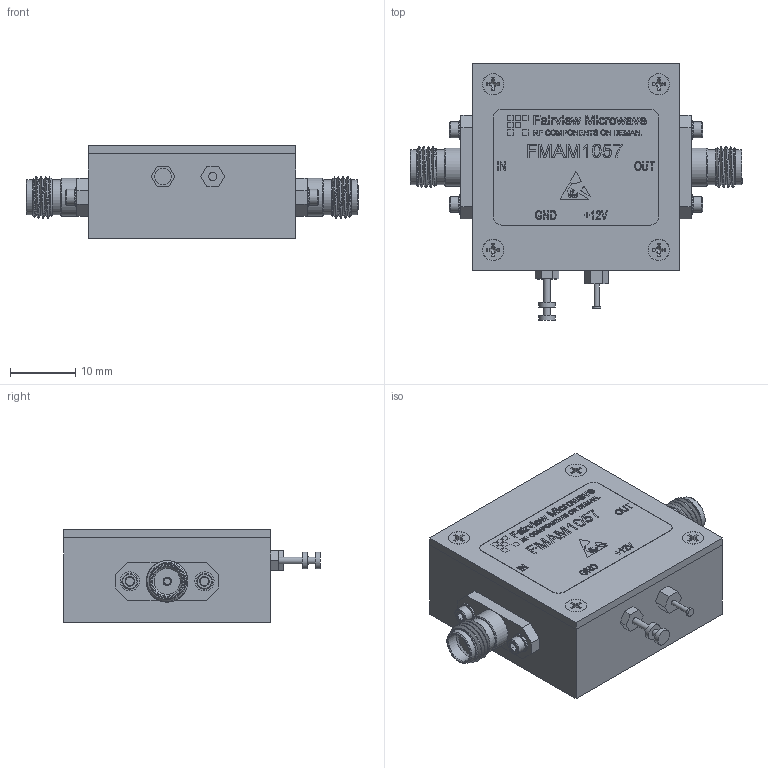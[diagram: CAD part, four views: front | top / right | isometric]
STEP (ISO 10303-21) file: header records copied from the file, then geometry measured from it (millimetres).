
FILE_DESCRIPTION (( 'STEP AP203' ), '1' );
FILE_NAME ('PE15A1057.step', '2020-03-10T14:40:41', ( '' ), ( '' ), 'SwSTEP 2.0', 'SolidWorks 2018', '' );
FILE_SCHEMA (( 'CONFIG_CONTROL_DESIGN' ));
Products named in the file (1): PE15A1057
Bounding box: 50.9 x 39.37 x 14.35 mm (x, y, z)
Volume: 15352.1 mm3; surface area: 7243.5 mm2
Topology: 21 solids, 21 shells, 1414 faces, 3575 edges, 2345 vertices
Faces by surface type: plane 823, bspline 287, cylinder 188, cone 116
Full cylindrical faces by diameter (mm): 0.762 x1, 1.016 x6, 1.27 x11, 1.524 x54, 1.854 x6, 2.057 x4, 2.261 x4, 2.438 x6, 2.54 x2, 2.845 x4, 2.946 x6, 4.521 x3, 5.08 x3, 5.334 x6, 5.842 x3
Entity records: 64351 total; most frequent: CARTESIAN_POINT 34985, ORIENTED_EDGE 6472, DIRECTION 4831, EDGE_CURVE 3236, VERTEX_POINT 2189, LINE 2069, VECTOR 2069, EDGE_LOOP 1643
